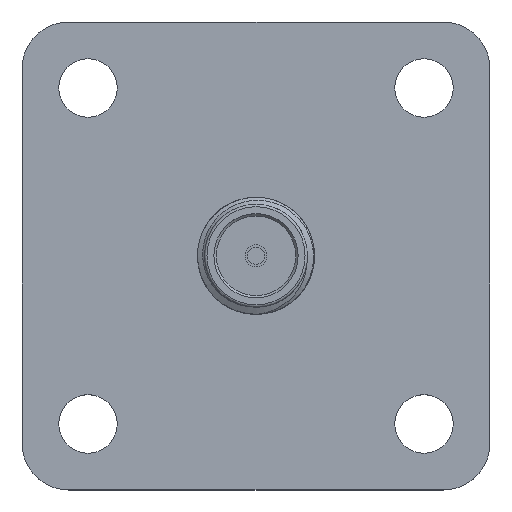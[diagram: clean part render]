
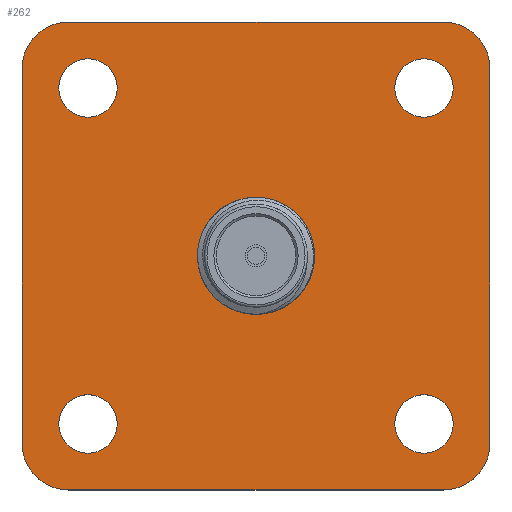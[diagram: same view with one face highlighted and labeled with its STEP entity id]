
A CAD part, top view. The second image highlights one B-rep face of the part: STEP entity #262.
In plain terms, the highlighted planar face has unit normal (0, 0, 1).
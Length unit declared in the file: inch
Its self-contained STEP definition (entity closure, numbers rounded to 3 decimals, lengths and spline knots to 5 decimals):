
#32 = CARTESIAN_POINT ( 'NONE',  ( 0.4215, -0.359, -0.31 ) ) ;
#37 = DIRECTION ( 'NONE',  ( 1., 0., 0. ) ) ;
#51 = DIRECTION ( 'NONE',  ( -1., 0., 0. ) ) ;
#52 = EDGE_CURVE ( 'NONE', #1752, #529, #546, .T. ) ;
#56 = AXIS2_PLACEMENT_3D ( 'NONE', #1746, #1219, #1916 ) ;
#66 = EDGE_CURVE ( 'NONE', #1819, #1819, #1728, .T. ) ;
#89 = LINE ( 'NONE', #1651, #612 ) ;
#95 = CIRCLE ( 'NONE', #1414, 0.0625 ) ;
#103 = DIRECTION ( 'NONE',  ( 0., 0., 1. ) ) ;
#112 = DIRECTION ( 'NONE',  ( 0., 1., 0. ) ) ;
#122 = EDGE_CURVE ( 'NONE', #1094, #899, #89, .T. ) ;
#143 = ORIENTED_EDGE ( 'NONE', *, *, #367, .F. ) ;
#219 = AXIS2_PLACEMENT_3D ( 'NONE', #1526, #2236, #981 ) ;
#236 = CARTESIAN_POINT ( 'NONE',  ( 0.4215, 0.359, -0.31 ) ) ;
#262 = ADVANCED_FACE ( 'NONE', ( #591, #1098, #1312, #1804, #1642, #392 ), #2166, .F. ) ;
#273 = VECTOR ( 'NONE', #550, 39.37008 ) ;
#280 = CARTESIAN_POINT ( 'NONE',  ( 0.359, 0.359, -0.31 ) ) ;
#281 = CIRCLE ( 'NONE', #219, 0.1 ) ;
#287 = ORIENTED_EDGE ( 'NONE', *, *, #549, .T. ) ;
#309 = CARTESIAN_POINT ( 'NONE',  ( -0.4, -0.4, -0.31 ) ) ;
#346 = CARTESIAN_POINT ( 'NONE',  ( -0.4, 0.5, -0.31 ) ) ;
#367 = EDGE_CURVE ( 'NONE', #770, #770, #1164, .T. ) ;
#377 = CARTESIAN_POINT ( 'NONE',  ( 0.4, -0.4, -0.31 ) ) ;
#392 = FACE_BOUND ( 'NONE', #1726, .T. ) ;
#397 = CARTESIAN_POINT ( 'NONE',  ( -0.5, -0.5, -0.31 ) ) ;
#402 = DIRECTION ( 'NONE',  ( -1., 0., 0. ) ) ;
#406 = CARTESIAN_POINT ( 'NONE',  ( 0., 0., -0.31 ) ) ;
#444 = EDGE_CURVE ( 'NONE', #696, #1083, #1349, .T. ) ;
#468 = ORIENTED_EDGE ( 'NONE', *, *, #2016, .F. ) ;
#518 = CARTESIAN_POINT ( 'NONE',  ( 0.4, 0.5, -0.31 ) ) ;
#529 = VERTEX_POINT ( 'NONE', #1176 ) ;
#546 = CIRCLE ( 'NONE', #1443, 0.1 ) ;
#549 = EDGE_CURVE ( 'NONE', #899, #1735, #281, .T. ) ;
#550 = DIRECTION ( 'NONE',  ( 1., 0., 0. ) ) ;
#576 = ORIENTED_EDGE ( 'NONE', *, *, #122, .T. ) ;
#591 = FACE_BOUND ( 'NONE', #2130, .T. ) ;
#599 = AXIS2_PLACEMENT_3D ( 'NONE', #1982, #918, #1115 ) ;
#612 = VECTOR ( 'NONE', #746, 39.37008 ) ;
#633 = ORIENTED_EDGE ( 'NONE', *, *, #1477, .T. ) ;
#641 = VERTEX_POINT ( 'NONE', #1183 ) ;
#696 = VERTEX_POINT ( 'NONE', #1216 ) ;
#713 = CARTESIAN_POINT ( 'NONE',  ( -0.359, 0.359, -0.31 ) ) ;
#729 = CARTESIAN_POINT ( 'NONE',  ( -0.2965, -0.359, -0.31 ) ) ;
#746 = DIRECTION ( 'NONE',  ( -1., 0., 0. ) ) ;
#761 = DIRECTION ( 'NONE',  ( 0., -1., 0. ) ) ;
#770 = VERTEX_POINT ( 'NONE', #729 ) ;
#775 = EDGE_CURVE ( 'NONE', #2152, #2152, #95, .T. ) ;
#815 = DIRECTION ( 'NONE',  ( -1., 0., 0. ) ) ;
#819 = DIRECTION ( 'NONE',  ( 0., 0., 1. ) ) ;
#854 = CARTESIAN_POINT ( 'NONE',  ( 0.5, 0.4, -0.31 ) ) ;
#899 = VERTEX_POINT ( 'NONE', #346 ) ;
#910 = EDGE_LOOP ( 'NONE', ( #1904 ) ) ;
#918 = DIRECTION ( 'NONE',  ( 0., 0., 1. ) ) ;
#950 = ORIENTED_EDGE ( 'NONE', *, *, #775, .F. ) ;
#972 = VECTOR ( 'NONE', #761, 39.37008 ) ;
#981 = DIRECTION ( 'NONE',  ( -1., 0., 0. ) ) ;
#985 = EDGE_LOOP ( 'NONE', ( #576, #287, #1568, #1175, #633, #1554, #1374, #2089 ) ) ;
#986 = CARTESIAN_POINT ( 'NONE',  ( 0.5, -0.5, -0.31 ) ) ;
#990 = CARTESIAN_POINT ( 'NONE',  ( -0.5, 0.4, -0.31 ) ) ;
#1007 = CIRCLE ( 'NONE', #599, 0.0625 ) ;
#1083 = VERTEX_POINT ( 'NONE', #854 ) ;
#1094 = VERTEX_POINT ( 'NONE', #518 ) ;
#1098 = FACE_OUTER_BOUND ( 'NONE', #985, .T. ) ;
#1115 = DIRECTION ( 'NONE',  ( 1., 0., 0. ) ) ;
#1121 = CARTESIAN_POINT ( 'NONE',  ( -0.359, -0.359, -0.31 ) ) ;
#1134 = EDGE_CURVE ( 'NONE', #1083, #1094, #1766, .T. ) ;
#1153 = CIRCLE ( 'NONE', #1492, 0.1 ) ;
#1164 = CIRCLE ( 'NONE', #2242, 0.0625 ) ;
#1175 = ORIENTED_EDGE ( 'NONE', *, *, #52, .T. ) ;
#1176 = CARTESIAN_POINT ( 'NONE',  ( -0.4, -0.5, -0.31 ) ) ;
#1183 = CARTESIAN_POINT ( 'NONE',  ( 0.4, -0.5, -0.31 ) ) ;
#1216 = CARTESIAN_POINT ( 'NONE',  ( 0.5, -0.4, -0.31 ) ) ;
#1219 = DIRECTION ( 'NONE',  ( 0., 0., 1. ) ) ;
#1267 = DIRECTION ( 'NONE',  ( 1., 0., 0. ) ) ;
#1271 = CARTESIAN_POINT ( 'NONE',  ( -0.125, 0., -0.31 ) ) ;
#1294 = DIRECTION ( 'NONE',  ( 0., 0., 1. ) ) ;
#1300 = DIRECTION ( 'NONE',  ( 0., 0., -1. ) ) ;
#1304 = CARTESIAN_POINT ( 'NONE',  ( -0.2965, 0.359, -0.31 ) ) ;
#1312 = FACE_BOUND ( 'NONE', #910, .T. ) ;
#1349 = LINE ( 'NONE', #986, #2050 ) ;
#1374 = ORIENTED_EDGE ( 'NONE', *, *, #444, .T. ) ;
#1398 = CARTESIAN_POINT ( 'NONE',  ( -0.5, -0.4, -0.31 ) ) ;
#1414 = AXIS2_PLACEMENT_3D ( 'NONE', #280, #819, #1716 ) ;
#1427 = DIRECTION ( 'NONE',  ( 0., 0., 1. ) ) ;
#1443 = AXIS2_PLACEMENT_3D ( 'NONE', #309, #103, #815 ) ;
#1465 = CIRCLE ( 'NONE', #2201, 0.125 ) ;
#1470 = CARTESIAN_POINT ( 'NONE',  ( 0., 0., -0.31 ) ) ;
#1475 = LINE ( 'NONE', #397, #972 ) ;
#1477 = EDGE_CURVE ( 'NONE', #529, #641, #1601, .T. ) ;
#1492 = AXIS2_PLACEMENT_3D ( 'NONE', #377, #1294, #2172 ) ;
#1526 = CARTESIAN_POINT ( 'NONE',  ( -0.4, 0.4, -0.31 ) ) ;
#1554 = ORIENTED_EDGE ( 'NONE', *, *, #2264, .T. ) ;
#1568 = ORIENTED_EDGE ( 'NONE', *, *, #2018, .T. ) ;
#1601 = LINE ( 'NONE', #2149, #273 ) ;
#1616 = VERTEX_POINT ( 'NONE', #1271 ) ;
#1642 = FACE_BOUND ( 'NONE', #2185, .T. ) ;
#1651 = CARTESIAN_POINT ( 'NONE',  ( -0.5, 0.5, -0.31 ) ) ;
#1657 = AXIS2_PLACEMENT_3D ( 'NONE', #1470, #1300, #402 ) ;
#1716 = DIRECTION ( 'NONE',  ( 1., 0., 0. ) ) ;
#1726 = EDGE_LOOP ( 'NONE', ( #468 ) ) ;
#1728 = CIRCLE ( 'NONE', #2151, 0.0625 ) ;
#1735 = VERTEX_POINT ( 'NONE', #990 ) ;
#1746 = CARTESIAN_POINT ( 'NONE',  ( 0.4, 0.4, -0.31 ) ) ;
#1752 = VERTEX_POINT ( 'NONE', #1398 ) ;
#1766 = CIRCLE ( 'NONE', #56, 0.1 ) ;
#1804 = FACE_BOUND ( 'NONE', #2042, .T. ) ;
#1819 = VERTEX_POINT ( 'NONE', #1304 ) ;
#1824 = DIRECTION ( 'NONE',  ( 0., 0., 1. ) ) ;
#1904 = ORIENTED_EDGE ( 'NONE', *, *, #66, .F. ) ;
#1916 = DIRECTION ( 'NONE',  ( -1., 0., 0. ) ) ;
#1971 = VERTEX_POINT ( 'NONE', #32 ) ;
#1982 = CARTESIAN_POINT ( 'NONE',  ( 0.359, -0.359, -0.31 ) ) ;
#2010 = EDGE_CURVE ( 'NONE', #1616, #1616, #1465, .T. ) ;
#2016 = EDGE_CURVE ( 'NONE', #1971, #1971, #1007, .T. ) ;
#2018 = EDGE_CURVE ( 'NONE', #1735, #1752, #1475, .T. ) ;
#2042 = EDGE_LOOP ( 'NONE', ( #950 ) ) ;
#2050 = VECTOR ( 'NONE', #112, 39.37008 ) ;
#2089 = ORIENTED_EDGE ( 'NONE', *, *, #1134, .T. ) ;
#2130 = EDGE_LOOP ( 'NONE', ( #2274 ) ) ;
#2149 = CARTESIAN_POINT ( 'NONE',  ( -0.5, -0.5, -0.31 ) ) ;
#2151 = AXIS2_PLACEMENT_3D ( 'NONE', #713, #1427, #37 ) ;
#2152 = VERTEX_POINT ( 'NONE', #236 ) ;
#2153 = DIRECTION ( 'NONE',  ( 0., 0., 1. ) ) ;
#2166 = PLANE ( 'NONE',  #1657 ) ;
#2172 = DIRECTION ( 'NONE',  ( -1., 0., 0. ) ) ;
#2185 = EDGE_LOOP ( 'NONE', ( #143 ) ) ;
#2201 = AXIS2_PLACEMENT_3D ( 'NONE', #406, #2153, #51 ) ;
#2236 = DIRECTION ( 'NONE',  ( 0., 0., 1. ) ) ;
#2242 = AXIS2_PLACEMENT_3D ( 'NONE', #1121, #1824, #1267 ) ;
#2264 = EDGE_CURVE ( 'NONE', #641, #696, #1153, .T. ) ;
#2274 = ORIENTED_EDGE ( 'NONE', *, *, #2010, .F. ) ;
